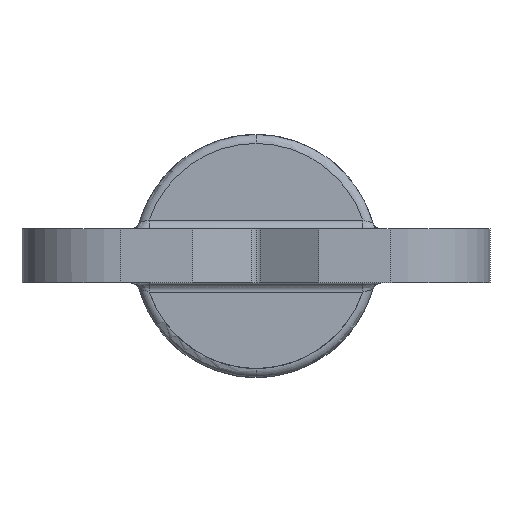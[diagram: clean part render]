
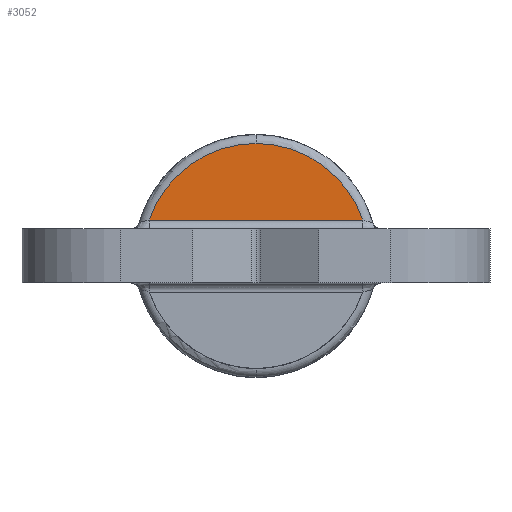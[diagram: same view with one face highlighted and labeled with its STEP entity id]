
A CAD part, left-side view. The second image highlights one B-rep face of the part: STEP entity #3052.
In plain terms, the highlighted planar face has unit normal (-1, 0, 0).
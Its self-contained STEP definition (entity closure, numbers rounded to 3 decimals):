
#3019=CARTESIAN_POINT('',(29.,0.,13.5));
#3020=DIRECTION('',(-1.,0.,0.));
#3021=DIRECTION('',(0.,0.,1.));
#3022=AXIS2_PLACEMENT_3D('',#3019,#3020,#3021);
#3023=PLANE('',#3022);
#3024=CARTESIAN_POINT('',(29.,-11.843,4.));
#3025=VERTEX_POINT('',#3024);
#3026=CARTESIAN_POINT('',(29.,-0.,12.5));
#3027=VERTEX_POINT('',#3026);
#3028=CARTESIAN_POINT('',(29.,0.,0.));
#3029=DIRECTION('',(-1.,0.,0.));
#3030=DIRECTION('',(0.,0.,1.));
#3031=AXIS2_PLACEMENT_3D('',#3028,#3029,#3030);
#3032=CIRCLE('',#3031,12.5);
#3033=EDGE_CURVE('',#3025,#3027,#3032,.T.);
#3034=ORIENTED_EDGE('',*,*,#3033,.T.);
#3035=CARTESIAN_POINT('',(29.,11.843,4.));
#3036=VERTEX_POINT('',#3035);
#3037=CARTESIAN_POINT('',(29.,0.,0.));
#3038=DIRECTION('',(-1.,0.,0.));
#3039=DIRECTION('',(0.,0.,1.));
#3040=AXIS2_PLACEMENT_3D('',#3037,#3038,#3039);
#3041=CIRCLE('',#3040,12.5);
#3042=EDGE_CURVE('',#3027,#3036,#3041,.T.);
#3043=ORIENTED_EDGE('',*,*,#3042,.T.);
#3044=CARTESIAN_POINT('',(29.,11.843,4.));
#3045=DIRECTION('',(0.,-1.,0.));
#3046=VECTOR('',#3045,23.685);
#3047=LINE('',#3044,#3046);
#3048=EDGE_CURVE('',#3036,#3025,#3047,.T.);
#3049=ORIENTED_EDGE('',*,*,#3048,.T.);
#3050=EDGE_LOOP('',(#3034,#3043,#3049));
#3051=FACE_BOUND('',#3050,.T.);
#3052=ADVANCED_FACE('',(#3051),#3023,.T.);
